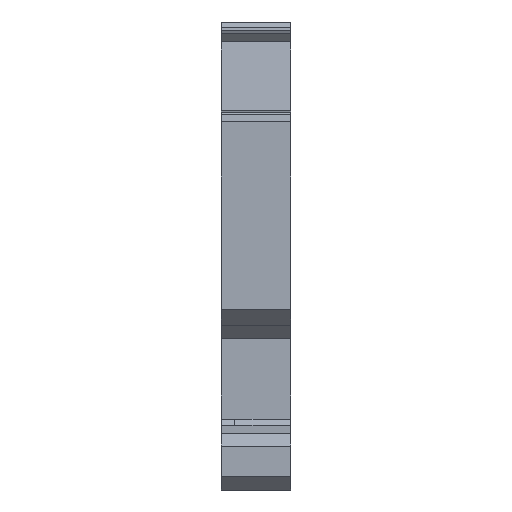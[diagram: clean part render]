
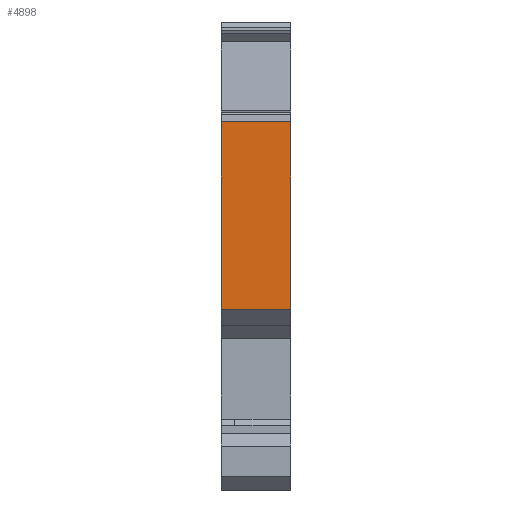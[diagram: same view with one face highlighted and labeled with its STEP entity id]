
A CAD part, left-side view. The second image highlights one B-rep face of the part: STEP entity #4898.
In plain terms, the highlighted free-form (B-spline) face has degree [1, 1] with [2, 2] control points.
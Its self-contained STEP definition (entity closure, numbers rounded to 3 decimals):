
#1931=CARTESIAN_POINT('',(-19.45,0.,7.6));
#1932=VERTEX_POINT('',#1931);
#1939=CARTESIAN_POINT('',(-19.45,5.2,7.6));
#1940=VERTEX_POINT('',#1939);
#1941=CARTESIAN_POINT('',(-19.45,5.2,7.6));
#1942=CARTESIAN_POINT('',(-19.45,0.,7.6));
#1943=B_SPLINE_CURVE_WITH_KNOTS('',1,(#1941,#1942),.POLYLINE_FORM.,.F.,.U.,(2,2),(0.,1.),.UNSPECIFIED.);
#1944=EDGE_CURVE('',#1940,#1932,#1943,.T.);
#4141=CARTESIAN_POINT('',(-19.45,5.2,21.732));
#4142=VERTEX_POINT('',#4141);
#4148=CARTESIAN_POINT('',(-19.45,0.,21.732));
#4149=VERTEX_POINT('',#4148);
#4150=CARTESIAN_POINT('',(-19.45,5.2,21.732));
#4151=CARTESIAN_POINT('',(-19.45,0.,21.732));
#4152=B_SPLINE_CURVE_WITH_KNOTS('',1,(#4150,#4151),.POLYLINE_FORM.,.F.,.U.,(2,2),(0.,1.),.UNSPECIFIED.);
#4153=EDGE_CURVE('',#4142,#4149,#4152,.T.);
#4608=CARTESIAN_POINT('',(-19.45,5.2,21.732));
#4609=CARTESIAN_POINT('',(-19.45,5.2,7.6));
#4610=B_SPLINE_CURVE_WITH_KNOTS('',1,(#4608,#4609),.POLYLINE_FORM.,.F.,.U.,(2,2),(0.,1.),.UNSPECIFIED.);
#4611=EDGE_CURVE('',#4142,#1940,#4610,.T.);
#4883=CARTESIAN_POINT('',(-19.45,5.567,23.358));
#4884=CARTESIAN_POINT('',(-19.45,-0.367,23.358));
#4885=CARTESIAN_POINT('',(-19.45,5.567,6.063));
#4886=CARTESIAN_POINT('',(-19.45,-0.367,6.063));
#4887=B_SPLINE_SURFACE_WITH_KNOTS('',1,1,((#4883,#4884),(#4885,#4886)),.PLANE_SURF.,.F.,.F.,.U.,(2,2),(2,2),(0.,1.),(0.,1.),.UNSPECIFIED.);
#4888=ORIENTED_EDGE('',*,*,#4153,.F.);
#4889=ORIENTED_EDGE('',*,*,#4611,.T.);
#4890=ORIENTED_EDGE('',*,*,#1944,.T.);
#4891=CARTESIAN_POINT('',(-19.45,0.,21.732));
#4892=CARTESIAN_POINT('',(-19.45,0.,7.6));
#4893=B_SPLINE_CURVE_WITH_KNOTS('',1,(#4891,#4892),.POLYLINE_FORM.,.F.,.U.,(2,2),(0.,1.),.UNSPECIFIED.);
#4894=EDGE_CURVE('',#4149,#1932,#4893,.T.);
#4895=ORIENTED_EDGE('',*,*,#4894,.F.);
#4896=EDGE_LOOP('',(#4888,#4889,#4890,#4895));
#4897=FACE_OUTER_BOUND('',#4896,.T.);
#4898=ADVANCED_FACE('',(#4897),#4887,.T.);
